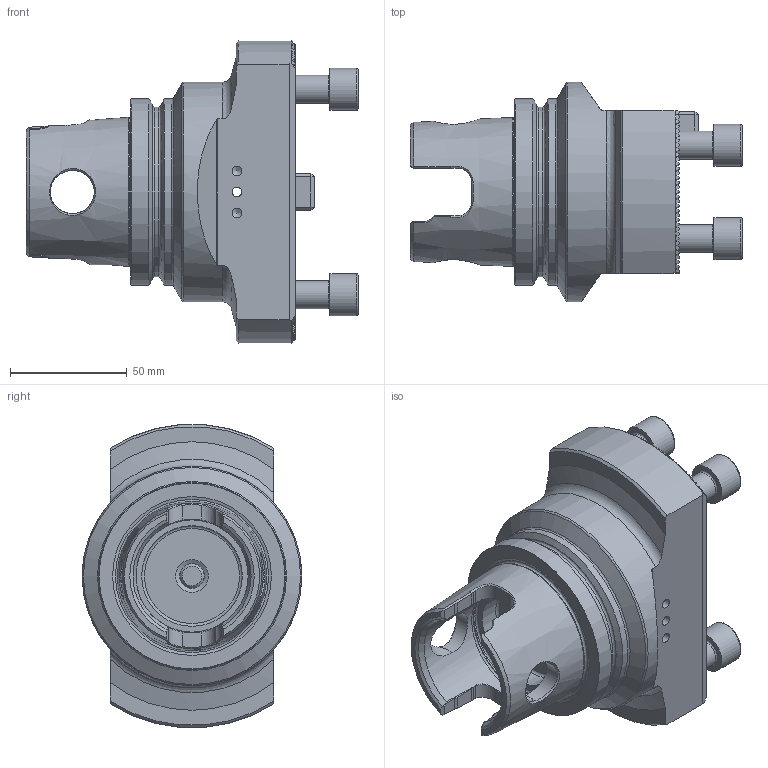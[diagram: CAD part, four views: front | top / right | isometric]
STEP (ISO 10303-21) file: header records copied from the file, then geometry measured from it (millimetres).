
FILE_DESCRIPTION (( 'STEP AP214' ), '1' );
FILE_NAME ('KM8.Ko1.K21.070.STEP', '2020-08-13T14:48:50', ( '' ), ( '' ), 'SwSTEP 2.0', 'SolidWorks 2017', '' );
FILE_SCHEMA (( 'AUTOMOTIVE_DESIGN' ));
Length unit declared in the file: millimetre
Products named in the file (6): ISO 4762 - M12 x 25; KM8.Ko1.K21.070; DIN 908 - M12x1.5; Ko1-ER1.001.016_A; KM8-Ko1.K21.070_D; ISO 4762 - M6 x 16
Assembly tree (8 placements, depth 2):
  KM8.Ko1.K21.070
    KM8-Ko1.K21.070_D
    Ko1-ER1.001.016_A
    ISO 4762 - M6 x 16
    ISO 4762 - M12 x 25  x4
    DIN 908 - M12x1.5
Bounding box: 142.14 x 94 x 129.58 mm (x, y, z)
Volume: 515634.9 mm3; surface area: 79929.5 mm2
Topology: 8 solids, 8 shells, 792 faces, 2168 edges, 1398 vertices
Faces by surface type: plane 491, cylinder 167, cone 69, bspline 42, torus 23
Full cylindrical faces by diameter (mm): 4.2 x6, 5 x1, 6 x1, 6.5 x1, 7.245 x1, 10 x1, 10.2 x8, 10.5 x2, 12 x5, 14 x1, 17 x1, 18 x4, 19 x1, 43.1 x1, 48.05 x1, 50.4 x1, 72.7 x1, 79.95 x2, 94 x1
Entity records: 27513 total; most frequent: CARTESIAN_POINT 9974, ORIENTED_EDGE 3824, DIRECTION 2813, EDGE_CURVE 1912, VERTEX_POINT 1285, AXIS2_PLACEMENT_3D 1058, EDGE_LOOP 833, B_SPLINE_CURVE_WITH_KNOTS 830
